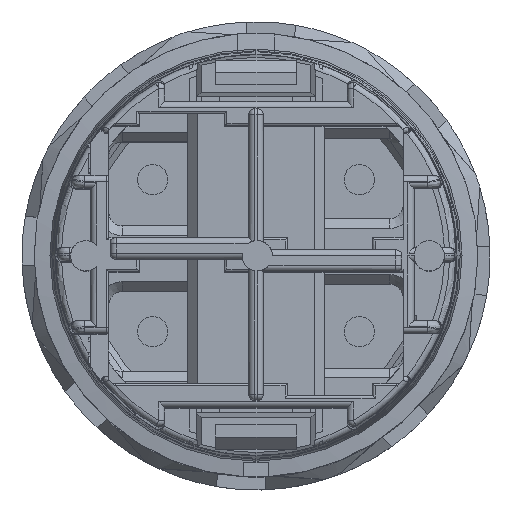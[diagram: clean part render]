
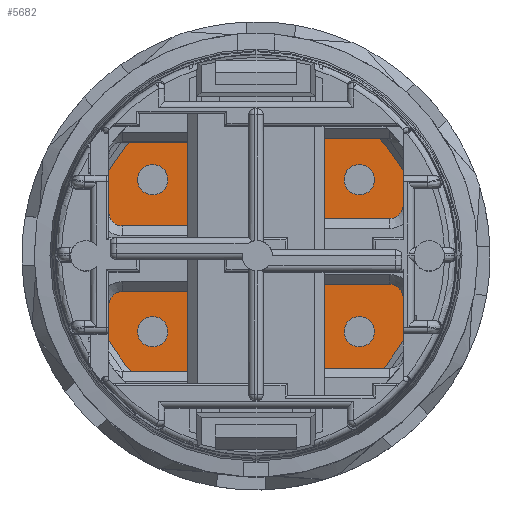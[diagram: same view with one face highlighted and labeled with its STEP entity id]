
A CAD part, top view. The second image highlights one B-rep face of the part: STEP entity #5682.
In plain terms, the highlighted planar face has unit normal (0, 0, 1).
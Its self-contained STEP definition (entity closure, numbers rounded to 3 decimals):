
#271 = CARTESIAN_POINT ( 'NONE',  ( -7.25, -6.25, 0.448 ) ) ;
#336 = FACE_BOUND ( 'NONE', #83837, .T. ) ;
#2836 = FACE_BOUND ( 'NONE', #19694, .T. ) ;
#2984 = EDGE_CURVE ( 'NONE', #93823, #72824, #104075, .T. ) ;
#4258 = ORIENTED_EDGE ( 'NONE', *, *, #51327, .T. ) ;
#4913 = DIRECTION ( 'NONE',  ( 0., 0., 1. ) ) ;
#5354 = VERTEX_POINT ( 'NONE', #79280 ) ;
#5682 = ADVANCED_FACE ( 'NONE', ( #86007, #2836, #45700, #64633, #43167, #21766, #336 ), #26062, .T. ) ;
#6158 = DIRECTION ( 'NONE',  ( 0., 0., 1. ) ) ;
#6391 = ORIENTED_EDGE ( 'NONE', *, *, #28000, .F. ) ;
#6975 = CIRCLE ( 'NONE', #85938, 1.25 ) ;
#7144 = DIRECTION ( 'NONE',  ( -1., 0., 0. ) ) ;
#9027 = EDGE_CURVE ( 'NONE', #72824, #93823, #74144, .T. ) ;
#9205 = DIRECTION ( 'NONE',  ( 0., 0., -1. ) ) ;
#10573 = CARTESIAN_POINT ( 'NONE',  ( 0., 0., 0.448 ) ) ;
#10791 = DIRECTION ( 'NONE',  ( 0., 0., 1. ) ) ;
#11468 = VERTEX_POINT ( 'NONE', #39661 ) ;
#11650 = DIRECTION ( 'NONE',  ( 0., 0., 1. ) ) ;
#11988 = EDGE_CURVE ( 'NONE', #48134, #12298, #100068, .T. ) ;
#12298 = VERTEX_POINT ( 'NONE', #52151 ) ;
#12324 = CIRCLE ( 'NONE', #33537, 1.25 ) ;
#14450 = CARTESIAN_POINT ( 'NONE',  ( 7.25, -6.25, 0.448 ) ) ;
#15171 = CARTESIAN_POINT ( 'NONE',  ( 0., -6.25, 0.448 ) ) ;
#15785 = VERTEX_POINT ( 'NONE', #72056 ) ;
#18509 = AXIS2_PLACEMENT_3D ( 'NONE', #10573, #66910, #18675 ) ;
#18675 = DIRECTION ( 'NONE',  ( 1., 0., 0. ) ) ;
#19694 = EDGE_LOOP ( 'NONE', ( #70629, #22674 ) ) ;
#21766 = FACE_BOUND ( 'NONE', #44965, .T. ) ;
#22661 = DIRECTION ( 'NONE',  ( 0., 0., 1. ) ) ;
#22674 = ORIENTED_EDGE ( 'NONE', *, *, #84467, .F. ) ;
#22718 = AXIS2_PLACEMENT_3D ( 'NONE', #74687, #26435, #82754 ) ;
#22853 = CARTESIAN_POINT ( 'NONE',  ( 8.5, 6.25, 0.448 ) ) ;
#23231 = DIRECTION ( 'NONE',  ( 1., 0., 0. ) ) ;
#23639 = EDGE_LOOP ( 'NONE', ( #46790, #85826 ) ) ;
#26062 = PLANE ( 'NONE',  #18509 ) ;
#26435 = DIRECTION ( 'NONE',  ( 0., 0., 1. ) ) ;
#28000 = EDGE_CURVE ( 'NONE', #72272, #96939, #69437, .T. ) ;
#28371 = CARTESIAN_POINT ( 'NONE',  ( 5., 6.25, 0.448 ) ) ;
#30760 = DIRECTION ( 'NONE',  ( 0., 0., 1. ) ) ;
#30964 = DIRECTION ( 'NONE',  ( 1., 0., 0. ) ) ;
#31208 = VERTEX_POINT ( 'NONE', #45390 ) ;
#32046 = CARTESIAN_POINT ( 'NONE',  ( -14., 0., 0.448 ) ) ;
#32637 = DIRECTION ( 'NONE',  ( 0., 0., 1. ) ) ;
#33537 = AXIS2_PLACEMENT_3D ( 'NONE', #59928, #11650, #67975 ) ;
#36309 = CIRCLE ( 'NONE', #99490, 1.25 ) ;
#38152 = AXIS2_PLACEMENT_3D ( 'NONE', #80873, #32637, #88952 ) ;
#39374 = AXIS2_PLACEMENT_3D ( 'NONE', #57517, #9205, #65556 ) ;
#39661 = CARTESIAN_POINT ( 'NONE',  ( 7.25, 6.25, 0.448 ) ) ;
#42038 = CIRCLE ( 'NONE', #95527, 1.25 ) ;
#43167 = FACE_BOUND ( 'NONE', #46707, .T. ) ;
#44447 = CARTESIAN_POINT ( 'NONE',  ( -5., 6.25, 0.448 ) ) ;
#44822 = CARTESIAN_POINT ( 'NONE',  ( -8.5, -6.25, 0.448 ) ) ;
#44965 = EDGE_LOOP ( 'NONE', ( #84696, #49565 ) ) ;
#45390 = CARTESIAN_POINT ( 'NONE',  ( -5., -6.25, 0.448 ) ) ;
#45700 = FACE_OUTER_BOUND ( 'NONE', #61469, .T. ) ;
#46445 = DIRECTION ( 'NONE',  ( 0., 0., 1. ) ) ;
#46632 = CARTESIAN_POINT ( 'NONE',  ( 5., -6.25, 0.448 ) ) ;
#46707 = EDGE_LOOP ( 'NONE', ( #99391, #67128 ) ) ;
#46790 = ORIENTED_EDGE ( 'NONE', *, *, #2984, .F. ) ;
#47237 = CIRCLE ( 'NONE', #87462, 5. ) ;
#48134 = VERTEX_POINT ( 'NONE', #14450 ) ;
#49565 = ORIENTED_EDGE ( 'NONE', *, *, #60960, .F. ) ;
#49589 = EDGE_CURVE ( 'NONE', #54349, #98653, #36309, .T. ) ;
#51215 = CARTESIAN_POINT ( 'NONE',  ( -7.25, 6.25, 0.448 ) ) ;
#51327 = EDGE_CURVE ( 'NONE', #76482, #5354, #74392, .T. ) ;
#52151 = CARTESIAN_POINT ( 'NONE',  ( 9.75, -6.25, 0.448 ) ) ;
#52927 = DIRECTION ( 'NONE',  ( 1., 0., 0. ) ) ;
#53201 = CARTESIAN_POINT ( 'NONE',  ( 0., 0., 0.448 ) ) ;
#54030 = AXIS2_PLACEMENT_3D ( 'NONE', #94729, #46445, #102785 ) ;
#54349 = VERTEX_POINT ( 'NONE', #51215 ) ;
#54439 = CARTESIAN_POINT ( 'NONE',  ( 0., 6.25, 0.448 ) ) ;
#55415 = DIRECTION ( 'NONE',  ( 0., 0., 1. ) ) ;
#57517 = CARTESIAN_POINT ( 'NONE',  ( 0., -6.25, 0.448 ) ) ;
#59066 = CARTESIAN_POINT ( 'NONE',  ( -8.5, 6.25, 0.448 ) ) ;
#59928 = CARTESIAN_POINT ( 'NONE',  ( 8.5, -6.25, 0.448 ) ) ;
#60899 = EDGE_CURVE ( 'NONE', #5354, #76482, #100470, .T. ) ;
#60960 = EDGE_CURVE ( 'NONE', #12298, #48134, #12324, .T. ) ;
#61336 = DIRECTION ( 'NONE',  ( 1., 0., 0. ) ) ;
#61469 = EDGE_LOOP ( 'NONE', ( #82405, #4258 ) ) ;
#62555 = DIRECTION ( 'NONE',  ( 1., 0., 0. ) ) ;
#63116 = AXIS2_PLACEMENT_3D ( 'NONE', #44822, #101149, #52927 ) ;
#64633 = FACE_BOUND ( 'NONE', #23639, .T. ) ;
#65268 = EDGE_CURVE ( 'NONE', #96939, #72272, #80923, .T. ) ;
#65556 = DIRECTION ( 'NONE',  ( 1., 0., 0. ) ) ;
#66910 = DIRECTION ( 'NONE',  ( 0., 0., 1. ) ) ;
#66955 = VERTEX_POINT ( 'NONE', #46632 ) ;
#67126 = DIRECTION ( 'NONE',  ( -1., 0., 0. ) ) ;
#67128 = ORIENTED_EDGE ( 'NONE', *, *, #84009, .T. ) ;
#67975 = DIRECTION ( 'NONE',  ( -1., 0., 0. ) ) ;
#69437 = CIRCLE ( 'NONE', #63116, 1.25 ) ;
#69941 = CIRCLE ( 'NONE', #38152, 1.25 ) ;
#70629 = ORIENTED_EDGE ( 'NONE', *, *, #96150, .F. ) ;
#70936 = CARTESIAN_POINT ( 'NONE',  ( -8.5, 6.25, 0.448 ) ) ;
#70965 = AXIS2_PLACEMENT_3D ( 'NONE', #79004, #30760, #87067 ) ;
#71515 = DIRECTION ( 'NONE',  ( 0., 0., -1. ) ) ;
#71524 = EDGE_CURVE ( 'NONE', #31208, #66955, #47237, .T. ) ;
#72056 = CARTESIAN_POINT ( 'NONE',  ( 9.75, 6.25, 0.448 ) ) ;
#72272 = VERTEX_POINT ( 'NONE', #271 ) ;
#72824 = VERTEX_POINT ( 'NONE', #28371 ) ;
#74144 = CIRCLE ( 'NONE', #95603, 5. ) ;
#74392 = CIRCLE ( 'NONE', #98286, 14. ) ;
#74687 = CARTESIAN_POINT ( 'NONE',  ( 0., 0., 0.448 ) ) ;
#76482 = VERTEX_POINT ( 'NONE', #32046 ) ;
#78015 = CARTESIAN_POINT ( 'NONE',  ( -9.75, 6.25, 0.448 ) ) ;
#79004 = CARTESIAN_POINT ( 'NONE',  ( 0., 6.25, 0.448 ) ) ;
#79013 = DIRECTION ( 'NONE',  ( -1., 0., 0. ) ) ;
#79189 = DIRECTION ( 'NONE',  ( 0., 0., 1. ) ) ;
#79280 = CARTESIAN_POINT ( 'NONE',  ( 14., 0., 0.448 ) ) ;
#80873 = CARTESIAN_POINT ( 'NONE',  ( 8.5, 6.25, 0.448 ) ) ;
#80923 = CIRCLE ( 'NONE', #54030, 1.25 ) ;
#82405 = ORIENTED_EDGE ( 'NONE', *, *, #60899, .T. ) ;
#82643 = CIRCLE ( 'NONE', #39374, 5. ) ;
#82754 = DIRECTION ( 'NONE',  ( 1., 0., 0. ) ) ;
#83837 = EDGE_LOOP ( 'NONE', ( #91994, #99933 ) ) ;
#84009 = EDGE_CURVE ( 'NONE', #66955, #31208, #82643, .T. ) ;
#84467 = EDGE_CURVE ( 'NONE', #15785, #11468, #6975, .T. ) ;
#84696 = ORIENTED_EDGE ( 'NONE', *, *, #11988, .F. ) ;
#85826 = ORIENTED_EDGE ( 'NONE', *, *, #9027, .F. ) ;
#85938 = AXIS2_PLACEMENT_3D ( 'NONE', #22853, #79189, #30964 ) ;
#86007 = FACE_BOUND ( 'NONE', #86699, .T. ) ;
#86615 = EDGE_CURVE ( 'NONE', #98653, #54349, #42038, .T. ) ;
#86699 = EDGE_LOOP ( 'NONE', ( #91299, #6391 ) ) ;
#87067 = DIRECTION ( 'NONE',  ( 1., 0., 0. ) ) ;
#87462 = AXIS2_PLACEMENT_3D ( 'NONE', #15171, #71515, #23231 ) ;
#87754 = AXIS2_PLACEMENT_3D ( 'NONE', #103605, #55415, #7144 ) ;
#88952 = DIRECTION ( 'NONE',  ( 1., 0., 0. ) ) ;
#91299 = ORIENTED_EDGE ( 'NONE', *, *, #65268, .F. ) ;
#91994 = ORIENTED_EDGE ( 'NONE', *, *, #86615, .F. ) ;
#92685 = CARTESIAN_POINT ( 'NONE',  ( -9.75, -6.25, 0.448 ) ) ;
#93823 = VERTEX_POINT ( 'NONE', #44447 ) ;
#94729 = CARTESIAN_POINT ( 'NONE',  ( -8.5, -6.25, 0.448 ) ) ;
#95527 = AXIS2_PLACEMENT_3D ( 'NONE', #70936, #22661, #79013 ) ;
#95603 = AXIS2_PLACEMENT_3D ( 'NONE', #54439, #6158, #62555 ) ;
#96150 = EDGE_CURVE ( 'NONE', #11468, #15785, #69941, .T. ) ;
#96939 = VERTEX_POINT ( 'NONE', #92685 ) ;
#98286 = AXIS2_PLACEMENT_3D ( 'NONE', #53201, #4913, #61336 ) ;
#98653 = VERTEX_POINT ( 'NONE', #78015 ) ;
#99391 = ORIENTED_EDGE ( 'NONE', *, *, #71524, .T. ) ;
#99490 = AXIS2_PLACEMENT_3D ( 'NONE', #59066, #10791, #67126 ) ;
#99933 = ORIENTED_EDGE ( 'NONE', *, *, #49589, .F. ) ;
#100068 = CIRCLE ( 'NONE', #87754, 1.25 ) ;
#100470 = CIRCLE ( 'NONE', #22718, 14. ) ;
#101149 = DIRECTION ( 'NONE',  ( 0., 0., 1. ) ) ;
#102785 = DIRECTION ( 'NONE',  ( 1., 0., 0. ) ) ;
#103605 = CARTESIAN_POINT ( 'NONE',  ( 8.5, -6.25, 0.448 ) ) ;
#104075 = CIRCLE ( 'NONE', #70965, 5. ) ;
